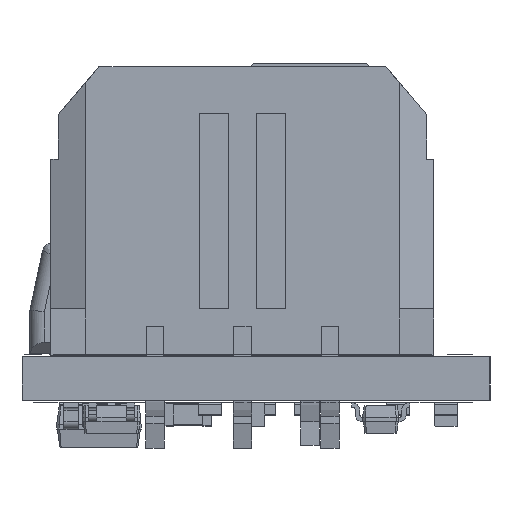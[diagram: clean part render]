
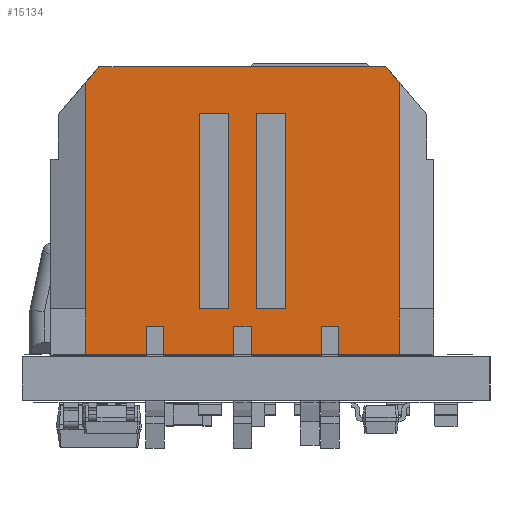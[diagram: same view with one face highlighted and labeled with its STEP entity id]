
A CAD part, left-side view. The second image highlights one B-rep face of the part: STEP entity #15134.
In plain terms, the highlighted face is planar.
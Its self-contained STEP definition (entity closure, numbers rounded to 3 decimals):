
#12637 = VERTEX_POINT('',#12638);
#12638 = CARTESIAN_POINT('',(5.384,-3.43,4.413));
#12644 = EDGE_CURVE('',#12637,#12645,#12647,.T.);
#12645 = VERTEX_POINT('',#12646);
#12646 = CARTESIAN_POINT('',(4.925,-3.43,4.955));
#12647 = LINE('',#12648,#12649);
#12648 = CARTESIAN_POINT('',(5.384,-3.43,4.413));
#12649 = VECTOR('',#12650,1.);
#12650 = DIRECTION('',(-0.647,0.,0.763));
#13711 = VERTEX_POINT('',#13712);
#13712 = CARTESIAN_POINT('',(3.299,-3.43,-3.955));
#13718 = EDGE_CURVE('',#13719,#13711,#13721,.T.);
#13719 = VERTEX_POINT('',#13720);
#13720 = CARTESIAN_POINT('',(3.299,-3.43,-4.955));
#13721 = LINE('',#13722,#13723);
#13722 = CARTESIAN_POINT('',(3.299,-3.43,-4.955));
#13723 = VECTOR('',#13724,1.);
#13724 = DIRECTION('',(0.,0.,1.));
#13890 = VERTEX_POINT('',#13891);
#13891 = CARTESIAN_POINT('',(2.702,-3.43,-3.955));
#13897 = EDGE_CURVE('',#13890,#13711,#13898,.T.);
#13898 = LINE('',#13899,#13900);
#13899 = CARTESIAN_POINT('',(2.702,-3.43,-3.955));
#13900 = VECTOR('',#13901,1.);
#13901 = DIRECTION('',(1.,0.,0.));
#13984 = VERTEX_POINT('',#13985);
#13985 = CARTESIAN_POINT('',(2.702,-3.43,-4.955));
#13991 = EDGE_CURVE('',#13984,#13890,#13992,.T.);
#13992 = LINE('',#13993,#13994);
#13993 = CARTESIAN_POINT('',(2.702,-3.43,-4.955));
#13994 = VECTOR('',#13995,1.);
#13995 = DIRECTION('',(0.,0.,1.));
#14136 = VERTEX_POINT('',#14137);
#14137 = CARTESIAN_POINT('',(-3.299,-3.43,-4.955));
#14143 = EDGE_CURVE('',#14136,#14144,#14146,.T.);
#14144 = VERTEX_POINT('',#14145);
#14145 = CARTESIAN_POINT('',(-3.299,-3.43,-3.955));
#14146 = LINE('',#14147,#14148);
#14147 = CARTESIAN_POINT('',(-3.299,-3.43,-4.955));
#14148 = VECTOR('',#14149,1.);
#14149 = DIRECTION('',(0.,0.,1.));
#15004 = EDGE_CURVE('',#15005,#13719,#15007,.T.);
#15005 = VERTEX_POINT('',#15006);
#15006 = CARTESIAN_POINT('',(5.375,-3.43,-4.955));
#15007 = LINE('',#15008,#15009);
#15008 = CARTESIAN_POINT('',(5.375,-3.43,-4.955));
#15009 = VECTOR('',#15010,1.);
#15010 = DIRECTION('',(-1.,0.,0.));
#15044 = VERTEX_POINT('',#15045);
#15045 = CARTESIAN_POINT('',(0.299,-3.43,-4.955));
#15051 = EDGE_CURVE('',#13984,#15044,#15052,.T.);
#15052 = LINE('',#15053,#15054);
#15053 = CARTESIAN_POINT('',(2.702,-3.43,-4.955));
#15054 = VECTOR('',#15055,1.);
#15055 = DIRECTION('',(-1.,0.,0.));
#15086 = VERTEX_POINT('',#15087);
#15087 = CARTESIAN_POINT('',(-5.375,-3.43,-4.955));
#15093 = EDGE_CURVE('',#14136,#15086,#15094,.T.);
#15094 = LINE('',#15095,#15096);
#15095 = CARTESIAN_POINT('',(-3.299,-3.43,-4.955));
#15096 = VECTOR('',#15097,1.);
#15097 = DIRECTION('',(-1.,0.,0.));
#15108 = VERTEX_POINT('',#15109);
#15109 = CARTESIAN_POINT('',(-2.702,-3.43,-4.955));
#15115 = EDGE_CURVE('',#15116,#15108,#15118,.T.);
#15116 = VERTEX_POINT('',#15117);
#15117 = CARTESIAN_POINT('',(-0.299,-3.43,-4.955));
#15118 = LINE('',#15119,#15120);
#15119 = CARTESIAN_POINT('',(-0.299,-3.43,-4.955));
#15120 = VECTOR('',#15121,1.);
#15121 = DIRECTION('',(-1.,0.,0.));
#15134 = ADVANCED_FACE('',(#15135,#15242,#15276),#15310,.T.);
#15135 = FACE_BOUND('',#15136,.F.);
#15136 = EDGE_LOOP('',(#15137,#15138,#15139,#15147,#15155,#15163,#15171,
    #15177,#15178,#15186,#15194,#15200,#15201,#15202,#15203,#15204,
    #15205,#15213,#15221,#15227,#15228,#15236));
#15137 = ORIENTED_EDGE('',*,*,#14143,.F.);
#15138 = ORIENTED_EDGE('',*,*,#15093,.T.);
#15139 = ORIENTED_EDGE('',*,*,#15140,.F.);
#15140 = EDGE_CURVE('',#15141,#15086,#15143,.T.);
#15141 = VERTEX_POINT('',#15142);
#15142 = CARTESIAN_POINT('',(-5.375,-3.43,-3.355));
#15143 = LINE('',#15144,#15145);
#15144 = CARTESIAN_POINT('',(-5.375,-3.43,-3.355));
#15145 = VECTOR('',#15146,1.);
#15146 = DIRECTION('',(0.,0.,-1.));
#15147 = ORIENTED_EDGE('',*,*,#15148,.F.);
#15148 = EDGE_CURVE('',#15149,#15141,#15151,.T.);
#15149 = VERTEX_POINT('',#15150);
#15150 = CARTESIAN_POINT('',(-5.384,-3.43,-3.355));
#15151 = LINE('',#15152,#15153);
#15152 = CARTESIAN_POINT('',(-5.384,-3.43,-3.355));
#15153 = VECTOR('',#15154,1.);
#15154 = DIRECTION('',(1.,0.,0.));
#15155 = ORIENTED_EDGE('',*,*,#15156,.F.);
#15156 = EDGE_CURVE('',#15157,#15149,#15159,.T.);
#15157 = VERTEX_POINT('',#15158);
#15158 = CARTESIAN_POINT('',(-5.384,-3.43,4.413));
#15159 = LINE('',#15160,#15161);
#15160 = CARTESIAN_POINT('',(-5.384,-3.43,4.413));
#15161 = VECTOR('',#15162,1.);
#15162 = DIRECTION('',(0.,0.,-1.));
#15163 = ORIENTED_EDGE('',*,*,#15164,.F.);
#15164 = EDGE_CURVE('',#15165,#15157,#15167,.T.);
#15165 = VERTEX_POINT('',#15166);
#15166 = CARTESIAN_POINT('',(-4.925,-3.43,4.955));
#15167 = LINE('',#15168,#15169);
#15168 = CARTESIAN_POINT('',(-4.925,-3.43,4.955));
#15169 = VECTOR('',#15170,1.);
#15170 = DIRECTION('',(-0.647,0.,-0.763));
#15171 = ORIENTED_EDGE('',*,*,#15172,.T.);
#15172 = EDGE_CURVE('',#15165,#12645,#15173,.T.);
#15173 = LINE('',#15174,#15175);
#15174 = CARTESIAN_POINT('',(-4.925,-3.43,4.955));
#15175 = VECTOR('',#15176,1.);
#15176 = DIRECTION('',(1.,0.,0.));
#15177 = ORIENTED_EDGE('',*,*,#12644,.F.);
#15178 = ORIENTED_EDGE('',*,*,#15179,.T.);
#15179 = EDGE_CURVE('',#12637,#15180,#15182,.T.);
#15180 = VERTEX_POINT('',#15181);
#15181 = CARTESIAN_POINT('',(5.384,-3.43,-3.355));
#15182 = LINE('',#15183,#15184);
#15183 = CARTESIAN_POINT('',(5.384,-3.43,4.413));
#15184 = VECTOR('',#15185,1.);
#15185 = DIRECTION('',(0.,0.,-1.));
#15186 = ORIENTED_EDGE('',*,*,#15187,.F.);
#15187 = EDGE_CURVE('',#15188,#15180,#15190,.T.);
#15188 = VERTEX_POINT('',#15189);
#15189 = CARTESIAN_POINT('',(5.375,-3.43,-3.355));
#15190 = LINE('',#15191,#15192);
#15191 = CARTESIAN_POINT('',(5.375,-3.43,-3.355));
#15192 = VECTOR('',#15193,1.);
#15193 = DIRECTION('',(1.,0.,0.));
#15194 = ORIENTED_EDGE('',*,*,#15195,.T.);
#15195 = EDGE_CURVE('',#15188,#15005,#15196,.T.);
#15196 = LINE('',#15197,#15198);
#15197 = CARTESIAN_POINT('',(5.375,-3.43,-3.355));
#15198 = VECTOR('',#15199,1.);
#15199 = DIRECTION('',(0.,0.,-1.));
#15200 = ORIENTED_EDGE('',*,*,#15004,.T.);
#15201 = ORIENTED_EDGE('',*,*,#13718,.T.);
#15202 = ORIENTED_EDGE('',*,*,#13897,.F.);
#15203 = ORIENTED_EDGE('',*,*,#13991,.F.);
#15204 = ORIENTED_EDGE('',*,*,#15051,.T.);
#15205 = ORIENTED_EDGE('',*,*,#15206,.T.);
#15206 = EDGE_CURVE('',#15044,#15207,#15209,.T.);
#15207 = VERTEX_POINT('',#15208);
#15208 = CARTESIAN_POINT('',(0.299,-3.43,-3.955));
#15209 = LINE('',#15210,#15211);
#15210 = CARTESIAN_POINT('',(0.299,-3.43,-4.955));
#15211 = VECTOR('',#15212,1.);
#15212 = DIRECTION('',(0.,0.,1.));
#15213 = ORIENTED_EDGE('',*,*,#15214,.F.);
#15214 = EDGE_CURVE('',#15215,#15207,#15217,.T.);
#15215 = VERTEX_POINT('',#15216);
#15216 = CARTESIAN_POINT('',(-0.299,-3.43,-3.955));
#15217 = LINE('',#15218,#15219);
#15218 = CARTESIAN_POINT('',(-0.299,-3.43,-3.955));
#15219 = VECTOR('',#15220,1.);
#15220 = DIRECTION('',(1.,0.,0.));
#15221 = ORIENTED_EDGE('',*,*,#15222,.F.);
#15222 = EDGE_CURVE('',#15116,#15215,#15223,.T.);
#15223 = LINE('',#15224,#15225);
#15224 = CARTESIAN_POINT('',(-0.299,-3.43,-4.955));
#15225 = VECTOR('',#15226,1.);
#15226 = DIRECTION('',(0.,0.,1.));
#15227 = ORIENTED_EDGE('',*,*,#15115,.T.);
#15228 = ORIENTED_EDGE('',*,*,#15229,.T.);
#15229 = EDGE_CURVE('',#15108,#15230,#15232,.T.);
#15230 = VERTEX_POINT('',#15231);
#15231 = CARTESIAN_POINT('',(-2.702,-3.43,-3.955));
#15232 = LINE('',#15233,#15234);
#15233 = CARTESIAN_POINT('',(-2.702,-3.43,-4.955));
#15234 = VECTOR('',#15235,1.);
#15235 = DIRECTION('',(0.,0.,1.));
#15236 = ORIENTED_EDGE('',*,*,#15237,.F.);
#15237 = EDGE_CURVE('',#14144,#15230,#15238,.T.);
#15238 = LINE('',#15239,#15240);
#15239 = CARTESIAN_POINT('',(-3.299,-3.43,-3.955));
#15240 = VECTOR('',#15241,1.);
#15241 = DIRECTION('',(1.,0.,0.));
#15242 = FACE_BOUND('',#15243,.F.);
#15243 = EDGE_LOOP('',(#15244,#15254,#15262,#15270));
#15244 = ORIENTED_EDGE('',*,*,#15245,.F.);
#15245 = EDGE_CURVE('',#15246,#15248,#15250,.T.);
#15246 = VERTEX_POINT('',#15247);
#15247 = CARTESIAN_POINT('',(0.475,-3.43,3.355));
#15248 = VERTEX_POINT('',#15249);
#15249 = CARTESIAN_POINT('',(1.475,-3.43,3.355));
#15250 = LINE('',#15251,#15252);
#15251 = CARTESIAN_POINT('',(0.475,-3.43,3.355));
#15252 = VECTOR('',#15253,1.);
#15253 = DIRECTION('',(1.,0.,0.));
#15254 = ORIENTED_EDGE('',*,*,#15255,.F.);
#15255 = EDGE_CURVE('',#15256,#15246,#15258,.T.);
#15256 = VERTEX_POINT('',#15257);
#15257 = CARTESIAN_POINT('',(0.475,-3.43,-3.355));
#15258 = LINE('',#15259,#15260);
#15259 = CARTESIAN_POINT('',(0.475,-3.43,-3.355));
#15260 = VECTOR('',#15261,1.);
#15261 = DIRECTION('',(0.,0.,1.));
#15262 = ORIENTED_EDGE('',*,*,#15263,.T.);
#15263 = EDGE_CURVE('',#15256,#15264,#15266,.T.);
#15264 = VERTEX_POINT('',#15265);
#15265 = CARTESIAN_POINT('',(1.475,-3.43,-3.355));
#15266 = LINE('',#15267,#15268);
#15267 = CARTESIAN_POINT('',(0.475,-3.43,-3.355));
#15268 = VECTOR('',#15269,1.);
#15269 = DIRECTION('',(1.,0.,0.));
#15270 = ORIENTED_EDGE('',*,*,#15271,.T.);
#15271 = EDGE_CURVE('',#15264,#15248,#15272,.T.);
#15272 = LINE('',#15273,#15274);
#15273 = CARTESIAN_POINT('',(1.475,-3.43,-3.355));
#15274 = VECTOR('',#15275,1.);
#15275 = DIRECTION('',(0.,0.,1.));
#15276 = FACE_BOUND('',#15277,.F.);
#15277 = EDGE_LOOP('',(#15278,#15288,#15296,#15304));
#15278 = ORIENTED_EDGE('',*,*,#15279,.F.);
#15279 = EDGE_CURVE('',#15280,#15282,#15284,.T.);
#15280 = VERTEX_POINT('',#15281);
#15281 = CARTESIAN_POINT('',(-1.475,-3.43,3.355));
#15282 = VERTEX_POINT('',#15283);
#15283 = CARTESIAN_POINT('',(-0.475,-3.43,3.355));
#15284 = LINE('',#15285,#15286);
#15285 = CARTESIAN_POINT('',(-1.475,-3.43,3.355));
#15286 = VECTOR('',#15287,1.);
#15287 = DIRECTION('',(1.,0.,0.));
#15288 = ORIENTED_EDGE('',*,*,#15289,.F.);
#15289 = EDGE_CURVE('',#15290,#15280,#15292,.T.);
#15290 = VERTEX_POINT('',#15291);
#15291 = CARTESIAN_POINT('',(-1.475,-3.43,-3.355));
#15292 = LINE('',#15293,#15294);
#15293 = CARTESIAN_POINT('',(-1.475,-3.43,-3.355));
#15294 = VECTOR('',#15295,1.);
#15295 = DIRECTION('',(0.,0.,1.));
#15296 = ORIENTED_EDGE('',*,*,#15297,.T.);
#15297 = EDGE_CURVE('',#15290,#15298,#15300,.T.);
#15298 = VERTEX_POINT('',#15299);
#15299 = CARTESIAN_POINT('',(-0.475,-3.43,-3.355));
#15300 = LINE('',#15301,#15302);
#15301 = CARTESIAN_POINT('',(-1.475,-3.43,-3.355));
#15302 = VECTOR('',#15303,1.);
#15303 = DIRECTION('',(1.,0.,0.));
#15304 = ORIENTED_EDGE('',*,*,#15305,.T.);
#15305 = EDGE_CURVE('',#15298,#15282,#15306,.T.);
#15306 = LINE('',#15307,#15308);
#15307 = CARTESIAN_POINT('',(-0.475,-3.43,-3.355));
#15308 = VECTOR('',#15309,1.);
#15309 = DIRECTION('',(0.,0.,1.));
#15310 = PLANE('',#15311);
#15311 = AXIS2_PLACEMENT_3D('',#15312,#15313,#15314);
#15312 = CARTESIAN_POINT('',(-6.325,-3.43,4.955));
#15313 = DIRECTION('',(0.,-1.,0.));
#15314 = DIRECTION('',(0.,0.,-1.));
